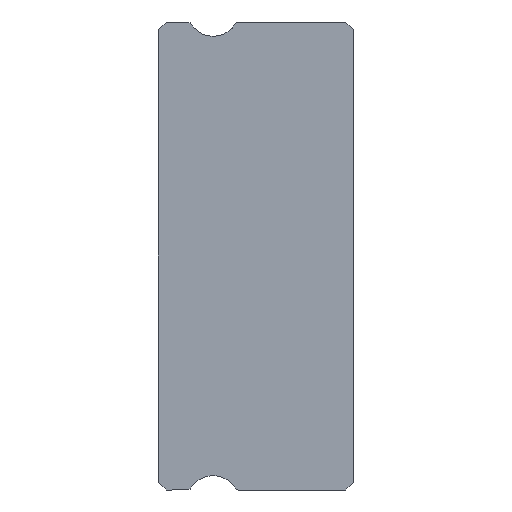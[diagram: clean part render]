
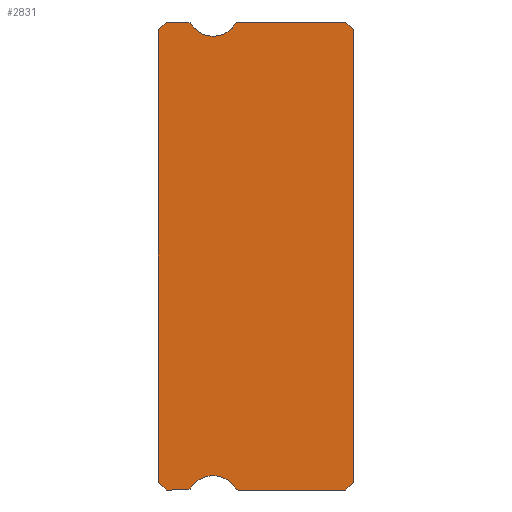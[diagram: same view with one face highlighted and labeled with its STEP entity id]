
A CAD part, left-side view. The second image highlights one B-rep face of the part: STEP entity #2831.
In plain terms, the highlighted planar face has unit normal (-1, 0, 0).
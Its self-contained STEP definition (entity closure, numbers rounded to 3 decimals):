
#16 = ORIENTED_EDGE ( 'NONE', *, *, #1013, .F. ) ;
#50 = EDGE_CURVE ( 'NONE', #1482, #1715, #3527, .T. ) ;
#112 = DIRECTION ( 'NONE',  ( 1., 0., 0. ) ) ;
#194 = PLANE ( 'NONE',  #3098 ) ;
#247 = ORIENTED_EDGE ( 'NONE', *, *, #3673, .F. ) ;
#298 = CARTESIAN_POINT ( 'NONE',  ( -15., 7.2, 9. ) ) ;
#405 = EDGE_CURVE ( 'NONE', #1147, #1715, #1955, .T. ) ;
#417 = CARTESIAN_POINT ( 'NONE',  ( -15., 0., -8.7 ) ) ;
#425 = VERTEX_POINT ( 'NONE', #2414 ) ;
#485 = DIRECTION ( 'NONE',  ( 0., 0., 1. ) ) ;
#486 = DIRECTION ( 'NONE',  ( 0., 0., -1. ) ) ;
#505 = VECTOR ( 'NONE', #3038, 1000. ) ;
#506 = ORIENTED_EDGE ( 'NONE', *, *, #529, .T. ) ;
#510 = CARTESIAN_POINT ( 'NONE',  ( -15., 7.5, 8.85 ) ) ;
#525 = CARTESIAN_POINT ( 'NONE',  ( -15., 6.381, -9. ) ) ;
#528 = ORIENTED_EDGE ( 'NONE', *, *, #2442, .F. ) ;
#529 = EDGE_CURVE ( 'NONE', #2374, #3882, #2104, .T. ) ;
#537 = DIRECTION ( 'NONE',  ( -1., 0., 0. ) ) ;
#571 = ORIENTED_EDGE ( 'NONE', *, *, #3819, .F. ) ;
#576 = ORIENTED_EDGE ( 'NONE', *, *, #2644, .F. ) ;
#602 = LINE ( 'NONE', #1192, #505 ) ;
#608 = CIRCLE ( 'NONE', #1935, 0.15 ) ;
#643 = EDGE_CURVE ( 'NONE', #3824, #3882, #608, .T. ) ;
#658 = ORIENTED_EDGE ( 'NONE', *, *, #50, .T. ) ;
#670 = ORIENTED_EDGE ( 'NONE', *, *, #2398, .T. ) ;
#703 = CARTESIAN_POINT ( 'NONE',  ( -15., 4.547, -8.928 ) ) ;
#785 = DIRECTION ( 'NONE',  ( 0., 0., -1. ) ) ;
#796 = LINE ( 'NONE', #2253, #2448 ) ;
#806 = DIRECTION ( 'NONE',  ( 0., 1., 0. ) ) ;
#807 = CARTESIAN_POINT ( 'NONE',  ( -15., 4.419, 9. ) ) ;
#813 = EDGE_CURVE ( 'NONE', #3750, #1120, #796, .T. ) ;
#841 = DIRECTION ( 'NONE',  ( 1., 0., 0. ) ) ;
#849 = CARTESIAN_POINT ( 'NONE',  ( -15., 6.381, 9. ) ) ;
#874 = VERTEX_POINT ( 'NONE', #3000 ) ;
#967 = ORIENTED_EDGE ( 'NONE', *, *, #643, .F. ) ;
#969 = CARTESIAN_POINT ( 'NONE',  ( -15., 5.4, 9.45 ) ) ;
#975 = DIRECTION ( 'NONE',  ( 1., 0., 0. ) ) ;
#1003 = CIRCLE ( 'NONE', #1319, 1. ) ;
#1013 = EDGE_CURVE ( 'NONE', #2938, #425, #2505, .T. ) ;
#1058 = CARTESIAN_POINT ( 'NONE',  ( -15., 6.253, 8.928 ) ) ;
#1074 = DIRECTION ( 'NONE',  ( 0., 0., -1. ) ) ;
#1120 = VERTEX_POINT ( 'NONE', #3315 ) ;
#1147 = VERTEX_POINT ( 'NONE', #3055 ) ;
#1166 = ORIENTED_EDGE ( 'NONE', *, *, #2929, .T. ) ;
#1175 = DIRECTION ( 'NONE',  ( 1., 0., 0. ) ) ;
#1188 = VECTOR ( 'NONE', #806, 1000. ) ;
#1192 = CARTESIAN_POINT ( 'NONE',  ( -15., 0., 8.7 ) ) ;
#1205 = CARTESIAN_POINT ( 'NONE',  ( -15., 0.3, 9. ) ) ;
#1212 = VERTEX_POINT ( 'NONE', #2820 ) ;
#1247 = VECTOR ( 'NONE', #3020, 1000. ) ;
#1287 = CARTESIAN_POINT ( 'NONE',  ( -15., 5.4, -9.45 ) ) ;
#1316 = EDGE_CURVE ( 'NONE', #2238, #1482, #3550, .T. ) ;
#1319 = AXIS2_PLACEMENT_3D ( 'NONE', #969, #2428, #2172 ) ;
#1364 = ORIENTED_EDGE ( 'NONE', *, *, #405, .F. ) ;
#1375 = FACE_OUTER_BOUND ( 'NONE', #1687, .T. ) ;
#1379 = DIRECTION ( 'NONE',  ( 1., 0., 0. ) ) ;
#1448 = VECTOR ( 'NONE', #3458, 1000. ) ;
#1460 = VERTEX_POINT ( 'NONE', #2481 ) ;
#1462 = CARTESIAN_POINT ( 'NONE',  ( -15., 4.419, 8.85 ) ) ;
#1474 = CARTESIAN_POINT ( 'NONE',  ( -15., 4.419, -8.85 ) ) ;
#1482 = VERTEX_POINT ( 'NONE', #298 ) ;
#1523 = DIRECTION ( 'NONE',  ( 0., -0.707, -0.707 ) ) ;
#1593 = LINE ( 'NONE', #417, #1858 ) ;
#1657 = CIRCLE ( 'NONE', #3741, 0.15 ) ;
#1670 = DIRECTION ( 'NONE',  ( 0., -1., 0. ) ) ;
#1681 = ORIENTED_EDGE ( 'NONE', *, *, #813, .F. ) ;
#1687 = EDGE_LOOP ( 'NONE', ( #1364, #1166, #506, #967, #247, #3547, #16, #2519, #670, #576, #1681, #2816, #528, #571, #3818, #3463, #658 ) ) ;
#1710 = VERTEX_POINT ( 'NONE', #703 ) ;
#1715 = VERTEX_POINT ( 'NONE', #3422 ) ;
#1723 = DIRECTION ( 'NONE',  ( 0., 0., -1. ) ) ;
#1759 = EDGE_CURVE ( 'NONE', #874, #3750, #1657, .T. ) ;
#1770 = CARTESIAN_POINT ( 'NONE',  ( -15., 6.253, -8.928 ) ) ;
#1775 = DIRECTION ( 'NONE',  ( 0., 0., -1. ) ) ;
#1838 = EDGE_CURVE ( 'NONE', #2238, #2943, #2749, .T. ) ;
#1858 = VECTOR ( 'NONE', #2527, 1000. ) ;
#1935 = AXIS2_PLACEMENT_3D ( 'NONE', #3079, #975, #3417 ) ;
#1955 = LINE ( 'NONE', #510, #2314 ) ;
#1956 = CARTESIAN_POINT ( 'NONE',  ( -15., 0.3, -9. ) ) ;
#1991 = CIRCLE ( 'NONE', #2937, 0.15 ) ;
#2033 = CARTESIAN_POINT ( 'NONE',  ( -15., 7.2, 9. ) ) ;
#2083 = EDGE_CURVE ( 'NONE', #1460, #2938, #1593, .T. ) ;
#2104 = LINE ( 'NONE', #525, #3697 ) ;
#2172 = DIRECTION ( 'NONE',  ( 0., 0., -1. ) ) ;
#2222 = EDGE_CURVE ( 'NONE', #425, #1710, #1991, .T. ) ;
#2238 = VERTEX_POINT ( 'NONE', #849 ) ;
#2253 = CARTESIAN_POINT ( 'NONE',  ( -15., 6.381, 9. ) ) ;
#2257 = CARTESIAN_POINT ( 'NONE',  ( -15., 7.2, -9. ) ) ;
#2314 = VECTOR ( 'NONE', #485, 1000. ) ;
#2374 = VERTEX_POINT ( 'NONE', #2449 ) ;
#2398 = EDGE_CURVE ( 'NONE', #1460, #1212, #602, .T. ) ;
#2408 = AXIS2_PLACEMENT_3D ( 'NONE', #2647, #537, #3569 ) ;
#2414 = CARTESIAN_POINT ( 'NONE',  ( -15., 4.419, -9. ) ) ;
#2428 = DIRECTION ( 'NONE',  ( -1., 0., 0. ) ) ;
#2442 = EDGE_CURVE ( 'NONE', #2515, #874, #1003, .T. ) ;
#2448 = VECTOR ( 'NONE', #1670, 1000. ) ;
#2449 = CARTESIAN_POINT ( 'NONE',  ( -15., 7.2, -9. ) ) ;
#2481 = CARTESIAN_POINT ( 'NONE',  ( -15., 0., -8.7 ) ) ;
#2505 = LINE ( 'NONE', #3353, #1247 ) ;
#2515 = VERTEX_POINT ( 'NONE', #3391 ) ;
#2519 = ORIENTED_EDGE ( 'NONE', *, *, #2083, .F. ) ;
#2527 = DIRECTION ( 'NONE',  ( 0., 0.707, -0.707 ) ) ;
#2552 = LINE ( 'NONE', #2257, #1448 ) ;
#2644 = EDGE_CURVE ( 'NONE', #1120, #1212, #3029, .T. ) ;
#2647 = CARTESIAN_POINT ( 'NONE',  ( -15., 5.4, 9.45 ) ) ;
#2749 = CIRCLE ( 'NONE', #3691, 0.15 ) ;
#2781 = CIRCLE ( 'NONE', #2905, 1. ) ;
#2816 = ORIENTED_EDGE ( 'NONE', *, *, #1759, .F. ) ;
#2820 = CARTESIAN_POINT ( 'NONE',  ( -15., 0., 8.7 ) ) ;
#2831 = ADVANCED_FACE ( 'NONE', ( #1375 ), #194, .F. ) ;
#2884 = CARTESIAN_POINT ( 'NONE',  ( -15., 6.381, 8.85 ) ) ;
#2892 = CARTESIAN_POINT ( 'NONE',  ( -15., 7.5, 8.7 ) ) ;
#2905 = AXIS2_PLACEMENT_3D ( 'NONE', #1287, #3786, #1074 ) ;
#2929 = EDGE_CURVE ( 'NONE', #1147, #2374, #2552, .T. ) ;
#2931 = CARTESIAN_POINT ( 'NONE',  ( -15., 6.381, 8.85 ) ) ;
#2937 = AXIS2_PLACEMENT_3D ( 'NONE', #1474, #1175, #1775 ) ;
#2938 = VERTEX_POINT ( 'NONE', #1956 ) ;
#2943 = VERTEX_POINT ( 'NONE', #1058 ) ;
#2945 = DIRECTION ( 'NONE',  ( 0., -1., 0. ) ) ;
#3000 = CARTESIAN_POINT ( 'NONE',  ( -15., 4.547, 8.928 ) ) ;
#3020 = DIRECTION ( 'NONE',  ( 0., 1., 0. ) ) ;
#3029 = LINE ( 'NONE', #1205, #3155 ) ;
#3038 = DIRECTION ( 'NONE',  ( 0., 0., 1. ) ) ;
#3055 = CARTESIAN_POINT ( 'NONE',  ( -15., 7.5, -8.7 ) ) ;
#3079 = CARTESIAN_POINT ( 'NONE',  ( -15., 6.381, -8.85 ) ) ;
#3098 = AXIS2_PLACEMENT_3D ( 'NONE', #2884, #112, #486 ) ;
#3155 = VECTOR ( 'NONE', #1523, 1000. ) ;
#3288 = CIRCLE ( 'NONE', #2408, 1. ) ;
#3310 = CARTESIAN_POINT ( 'NONE',  ( -15., 6.381, -9. ) ) ;
#3315 = CARTESIAN_POINT ( 'NONE',  ( -15., 0.3, 9. ) ) ;
#3353 = CARTESIAN_POINT ( 'NONE',  ( -15., 6.381, -9. ) ) ;
#3390 = VECTOR ( 'NONE', #3510, 1000. ) ;
#3391 = CARTESIAN_POINT ( 'NONE',  ( -15., 5.4, 8.45 ) ) ;
#3417 = DIRECTION ( 'NONE',  ( 0., 0., -1. ) ) ;
#3422 = CARTESIAN_POINT ( 'NONE',  ( -15., 7.5, 8.7 ) ) ;
#3458 = DIRECTION ( 'NONE',  ( 0., -0.707, -0.707 ) ) ;
#3463 = ORIENTED_EDGE ( 'NONE', *, *, #1316, .T. ) ;
#3510 = DIRECTION ( 'NONE',  ( 0., 0.707, -0.707 ) ) ;
#3527 = LINE ( 'NONE', #2892, #3390 ) ;
#3547 = ORIENTED_EDGE ( 'NONE', *, *, #2222, .F. ) ;
#3550 = LINE ( 'NONE', #2033, #1188 ) ;
#3569 = DIRECTION ( 'NONE',  ( 0., 0., -1. ) ) ;
#3673 = EDGE_CURVE ( 'NONE', #1710, #3824, #2781, .T. ) ;
#3691 = AXIS2_PLACEMENT_3D ( 'NONE', #2931, #1379, #785 ) ;
#3697 = VECTOR ( 'NONE', #2945, 1000. ) ;
#3741 = AXIS2_PLACEMENT_3D ( 'NONE', #1462, #841, #1723 ) ;
#3750 = VERTEX_POINT ( 'NONE', #807 ) ;
#3786 = DIRECTION ( 'NONE',  ( -1., 0., 0. ) ) ;
#3818 = ORIENTED_EDGE ( 'NONE', *, *, #1838, .F. ) ;
#3819 = EDGE_CURVE ( 'NONE', #2943, #2515, #3288, .T. ) ;
#3824 = VERTEX_POINT ( 'NONE', #1770 ) ;
#3882 = VERTEX_POINT ( 'NONE', #3310 ) ;
